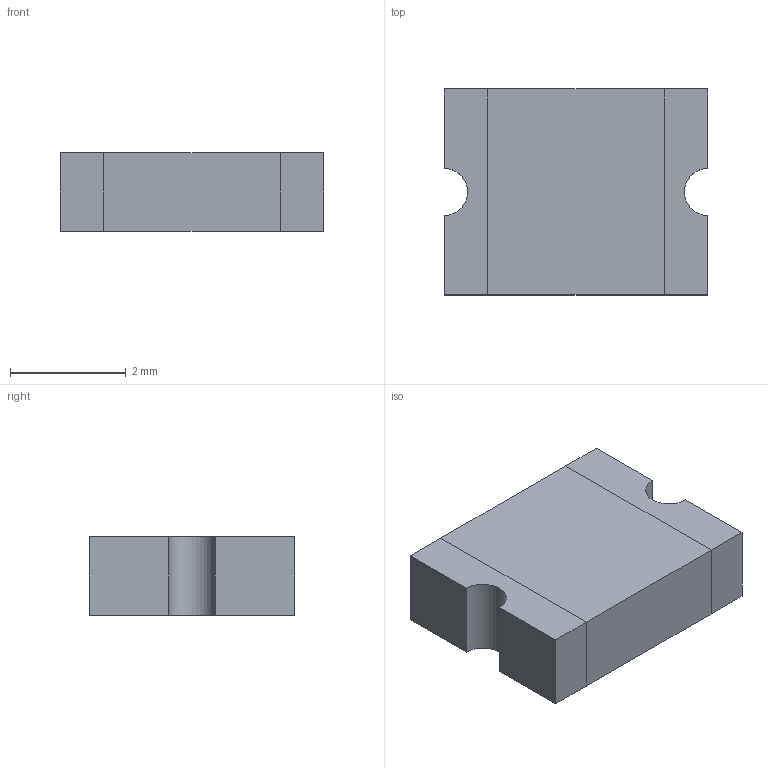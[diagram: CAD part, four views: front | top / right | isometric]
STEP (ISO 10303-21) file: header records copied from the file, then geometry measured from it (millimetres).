
FILE_DESCRIPTION (( 'STEP AP214' ), '1' );
FILE_NAME ('SMD1812B050TF30.STEP', '2024-10-04T08:01:30', ( '' ), ( '' ), 'SwSTEP 2.0', 'SolidWorks 2023', '' );
FILE_SCHEMA (( 'AUTOMOTIVE_DESIGN' ));
Length unit declared in the file: millimetre
Products named in the file (1): SMD1812B050TF30
Bounding box: 4.55 x 3.56 x 1.35 mm (x, y, z)
Volume: 21.1 mm3; surface area: 73.6 mm2
Topology: 3 solids, 3 shells, 23 faces, 51 edges, 34 vertices
Faces by surface type: plane 20, cylinder 3
Entity records: 925 total; most frequent: CARTESIAN_POINT 109, DIRECTION 105, ORIENTED_EDGE 102, EDGE_CURVE 51, VECTOR 45, LINE 45, VERTEX_POINT 34, AXIS2_PLACEMENT_3D 30
